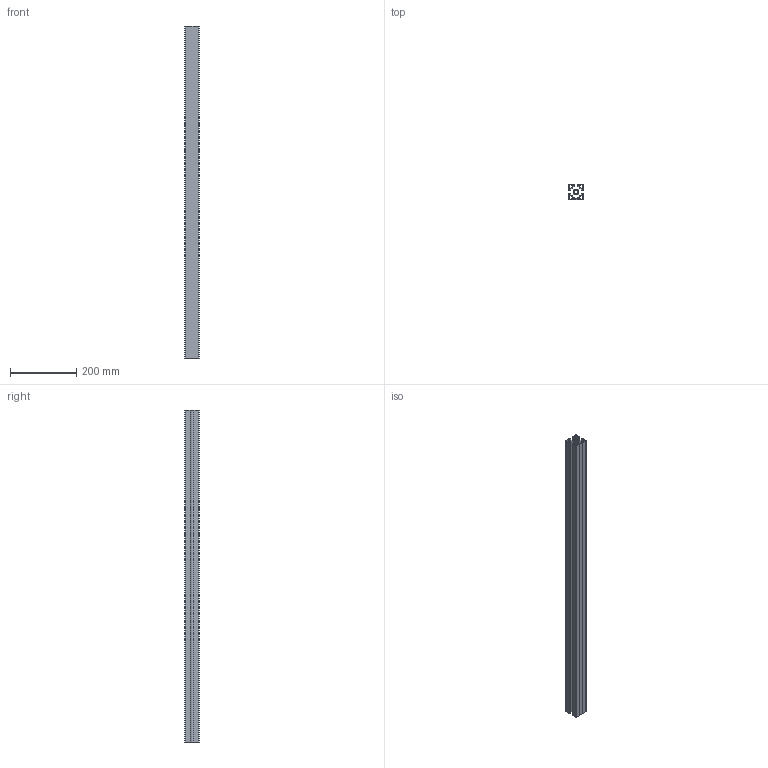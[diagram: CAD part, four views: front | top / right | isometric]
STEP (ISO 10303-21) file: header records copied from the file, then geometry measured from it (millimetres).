
FILE_DESCRIPTION(/* description */ (''),/* implementation_level */ '2;1');
FILE_NAME(/* name */ '80044_KriTec_Profil_10_45x45_1N_leicht.stp',/* time_stamp */ '2014-09-04T17:01:03+02:00',/* author */ ('kostic'),/* organization */ (''),/* preprocessor_version */ 'ST-DEVELOPER v15.2',/* originating_system */ 'Autodesk Inventor 2014',/* authorisation */ '');
FILE_SCHEMA (('AUTOMOTIVE_DESIGN { 1 0 10303 214 3 1 1 }'));
Length unit declared in the file: millimetre
Products named in the file (1): 80044_KriTec_Profil_10_45x45_1N_leicht
Bounding box: 45 x 45 x 1000 mm (x, y, z)
Volume: 607654.5 mm3; surface area: 642517.3 mm2
Topology: 1 solids, 1 shells, 130 faces, 384 edges, 256 vertices
Faces by surface type: plane 102, cylinder 28
Entity records: 4349 total; most frequent: CARTESIAN_POINT 771, ORIENTED_EDGE 768, DIRECTION 702, EDGE_CURVE 384, LINE 328, VECTOR 328, VERTEX_POINT 256, AXIS2_PLACEMENT_3D 187
